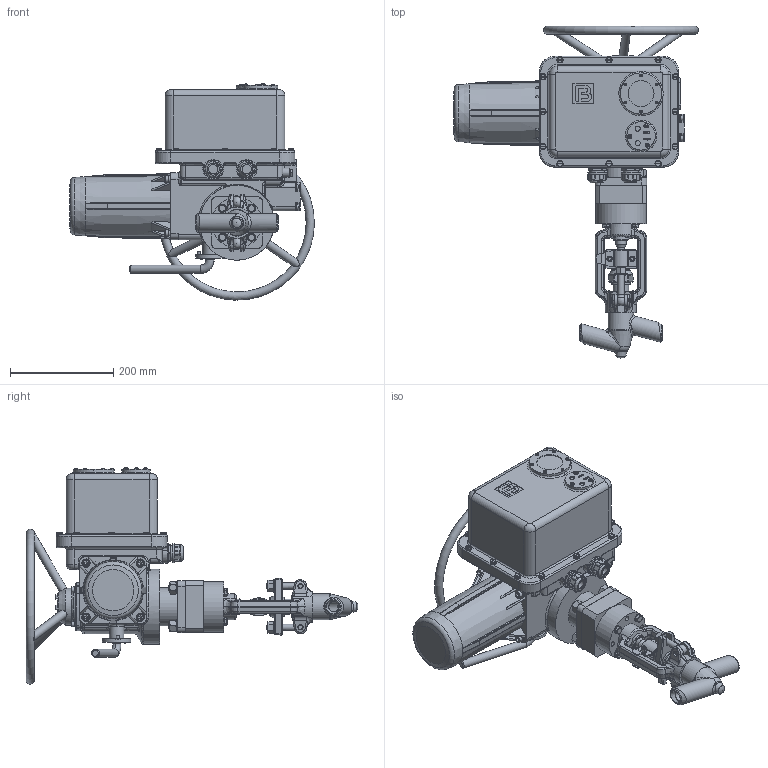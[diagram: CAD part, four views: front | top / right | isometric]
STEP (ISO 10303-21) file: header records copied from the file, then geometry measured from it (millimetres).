
FILE_DESCRIPTION(('STEP AP203'), '1');
FILE_NAME('1c-11-31暋', '', ('UNSPECIFIED'), ('UNSPECIFIED'), 'C3D Converter', 'C3D Toolkit', '');
FILE_SCHEMA(('CONFIG_CONTROL_DESIGN'));
Length unit declared in the file: millimetre
Bounding box: 474 x 642.85 x 419.01 mm (x, y, z)
Volume: 15301083.8 mm3; surface area: 793848.6 mm2
Topology: 5 solids, 5 shells, 2614 faces, 6601 edges, 4108 vertices
Faces by surface type: plane 1141, cylinder 615, cone 352, bspline 292, torus 188, sphere 26
Full cylindrical faces by diameter (mm): 2 x2, 2.15 x1, 2.2 x1, 2.5 x1, 4 x1, 4.4 x2, 4.917 x16, 5 x3, 5.5 x3, 5.6 x6, 6 x9, 6.5 x4, 6.9 x3, 7 x6, 8 x8, 8.4 x4, 8.5 x1, 8.9 x12, 9 x4, 10 x14, 10.1 x2, 10.25 x1, 11.6 x1, 12 x19, 13 x6, 14 x13, 14.5 x1, 15 x6, 16 x14, 17 x1
Entity records: 155340 total; most frequent: CARTESIAN_POINT 78562, ORIENTED_EDGE 12242, DIRECTION 10624, EDGE_CURVE 6121, AXIS2_PLACEMENT_3D 4226, VERTEX_POINT 4059, EDGE_LOOP 3237, FACE_BOUND 2792
